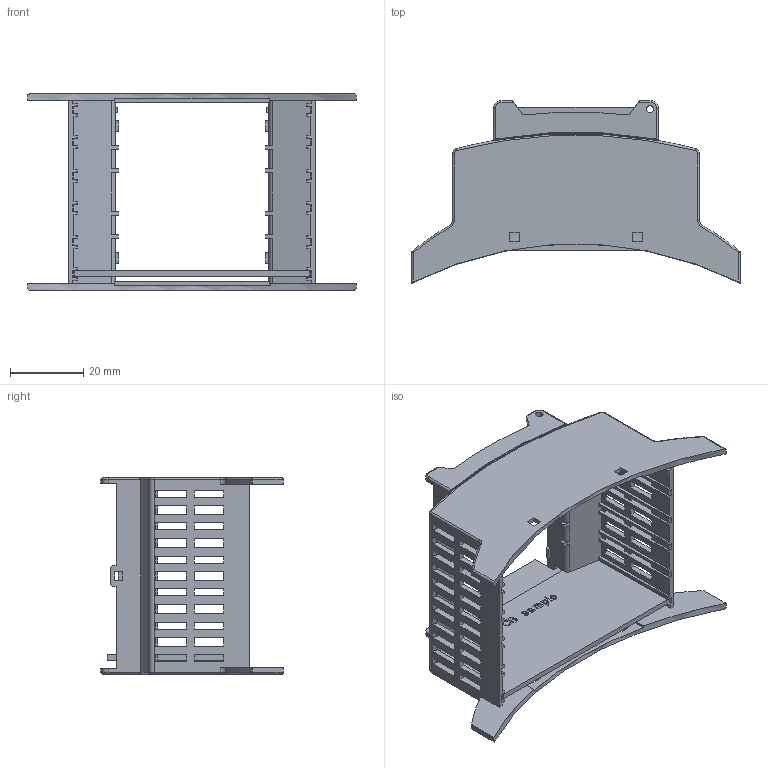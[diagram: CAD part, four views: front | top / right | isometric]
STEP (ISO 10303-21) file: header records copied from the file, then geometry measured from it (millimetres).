
FILE_DESCRIPTION(('SolidDesigner STEP Export'),'2;1');
FILE_NAME('BC_53_6_OT_U11.stp','2006-07-20T 7:54:23',(''),(''),'OneSpace Designer STEP processor for AP214 (Solid Model)','OneSpace Designer 13.01 05-Feb-2005 (C) CoCreate Software GmbH','');
FILE_SCHEMA(('AUTOMOTIVE_DESIGN { 1 0 10303 214 1 1 1 1 }'));
Length unit declared in the file: millimetre
Products named in the file (3): BC_53_6_GEH-OT_U11_H.Select__00383939; BC...OT_U11_PCB_vertikal_H.Select; BC_53_6_OT_U11_PCB_Verti_H.Select__00386109
Assembly tree (2 placements, depth 2):
  BC_53_6_OT_U11_PCB_Verti_H.Select__00386109
    BC...OT_U11_PCB_vertikal_H.Select
    BC_53_6_GEH-OT_U11_H.Select__00383939
Bounding box: 89.7 x 49.78 x 53.6 mm (x, y, z)
Volume: 17120.3 mm3; surface area: 26523.2 mm2
Topology: 2 solids, 2 shells, 718 faces, 2117 edges, 1394 vertices
Faces by surface type: plane 580, cylinder 114, torus 20, sphere 4
Entity records: 29388 total; most frequent: CARTESIAN_POINT 4638, ORIENTED_EDGE 4226, DIRECTION 3529, EDGE_CURVE 2113, VECTOR 1799, LINE 1799, VERTEX_POINT 1394, AXIS2_PLACEMENT_3D 865
